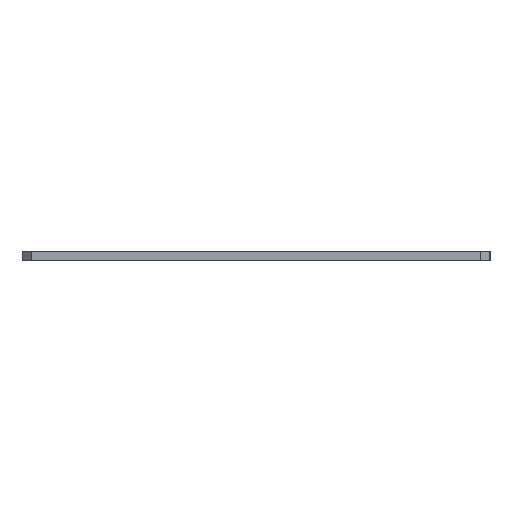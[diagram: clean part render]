
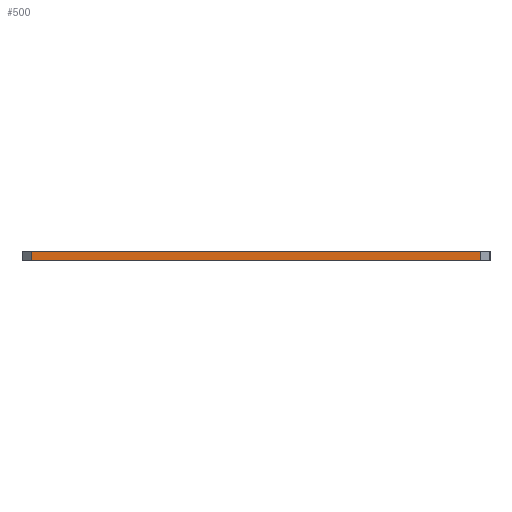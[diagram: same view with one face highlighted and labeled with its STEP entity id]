
A CAD part, front view. The second image highlights one B-rep face of the part: STEP entity #500.
In plain terms, the highlighted planar face has unit normal (0, -1, 0).
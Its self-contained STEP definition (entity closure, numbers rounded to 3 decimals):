
#8 = ORIENTED_EDGE ( 'NONE', *, *, #603, .T. ) ;
#21 = CARTESIAN_POINT ( 'NONE',  ( 0., -200., -2. ) ) ;
#55 = VECTOR ( 'NONE', #97, 1000. ) ;
#97 = DIRECTION ( 'NONE',  ( 0., 0., -1. ) ) ;
#158 = DIRECTION ( 'NONE',  ( -1., 0., 0. ) ) ;
#181 = VERTEX_POINT ( 'NONE', #621 ) ;
#208 = CARTESIAN_POINT ( 'NONE',  ( 0., -200., 0. ) ) ;
#222 = VERTEX_POINT ( 'NONE', #744 ) ;
#239 = EDGE_LOOP ( 'NONE', ( #393, #474, #711, #8 ) ) ;
#277 = EDGE_CURVE ( 'NONE', #288, #222, #692, .T. ) ;
#288 = VERTEX_POINT ( 'NONE', #290 ) ;
#290 = CARTESIAN_POINT ( 'NONE',  ( 98., -200., 0. ) ) ;
#293 = CARTESIAN_POINT ( 'NONE',  ( 0., -200., -2. ) ) ;
#310 = PLANE ( 'NONE',  #377 ) ;
#328 = CARTESIAN_POINT ( 'NONE',  ( 2., -200., -2. ) ) ;
#377 = AXIS2_PLACEMENT_3D ( 'NONE', #293, #435, #421 ) ;
#393 = ORIENTED_EDGE ( 'NONE', *, *, #519, .F. ) ;
#403 = VERTEX_POINT ( 'NONE', #485 ) ;
#404 = EDGE_CURVE ( 'NONE', #181, #288, #609, .T. ) ;
#421 = DIRECTION ( 'NONE',  ( 0., 0., 1. ) ) ;
#435 = DIRECTION ( 'NONE',  ( 0., 1., 0. ) ) ;
#437 = VECTOR ( 'NONE', #489, 1000. ) ;
#474 = ORIENTED_EDGE ( 'NONE', *, *, #404, .T. ) ;
#485 = CARTESIAN_POINT ( 'NONE',  ( 2., -200., -2. ) ) ;
#489 = DIRECTION ( 'NONE',  ( -1., 0., 0. ) ) ;
#500 = ADVANCED_FACE ( 'NONE', ( #604 ), #310, .F. ) ;
#516 = LINE ( 'NONE', #328, #55 ) ;
#519 = EDGE_CURVE ( 'NONE', #181, #403, #726, .T. ) ;
#548 = VECTOR ( 'NONE', #158, 1000. ) ;
#555 = DIRECTION ( 'NONE',  ( 0., 0., 1. ) ) ;
#603 = EDGE_CURVE ( 'NONE', #222, #403, #516, .T. ) ;
#604 = FACE_OUTER_BOUND ( 'NONE', #239, .T. ) ;
#609 = LINE ( 'NONE', #661, #624 ) ;
#621 = CARTESIAN_POINT ( 'NONE',  ( 98., -200., -2. ) ) ;
#624 = VECTOR ( 'NONE', #555, 1000. ) ;
#661 = CARTESIAN_POINT ( 'NONE',  ( 98., -200., -2. ) ) ;
#692 = LINE ( 'NONE', #208, #548 ) ;
#711 = ORIENTED_EDGE ( 'NONE', *, *, #277, .T. ) ;
#726 = LINE ( 'NONE', #21, #437 ) ;
#744 = CARTESIAN_POINT ( 'NONE',  ( 2., -200., 0. ) ) ;
